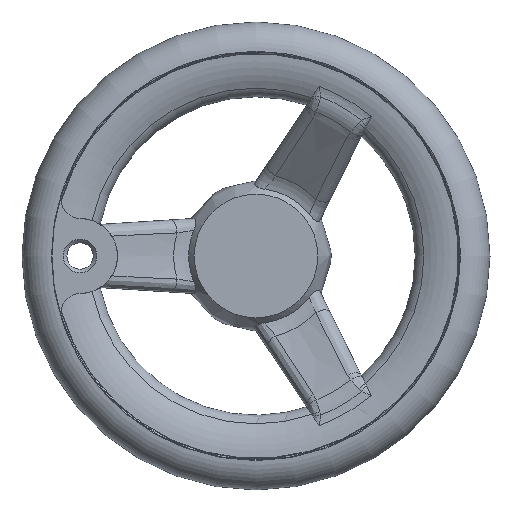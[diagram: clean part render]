
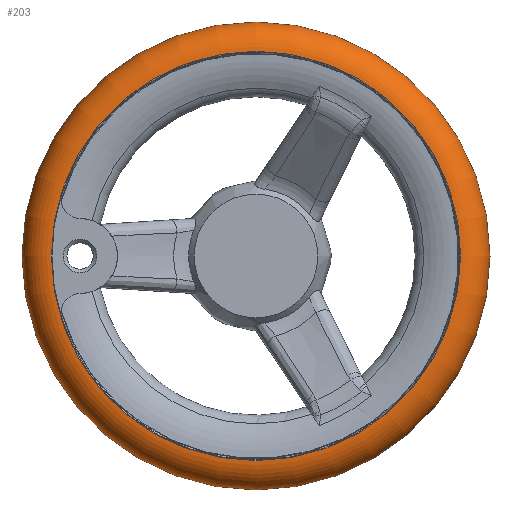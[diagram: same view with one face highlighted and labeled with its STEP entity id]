
A CAD part, left-side view. The second image highlights one B-rep face of the part: STEP entity #203.
In plain terms, the highlighted toroidal (fillet/blend) face has major radius 54.5 mm and minor radius 8 mm.
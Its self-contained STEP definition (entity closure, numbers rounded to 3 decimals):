
#182=TOROIDAL_SURFACE('',#1702,54.5,8.);
#203=ADVANCED_FACE('',(#314,#315),#182,.T.);
#314=FACE_BOUND('',#441,.T.);
#315=FACE_BOUND('',#442,.T.);
#441=EDGE_LOOP('',(#782));
#442=EDGE_LOOP('',(#783));
#782=ORIENTED_EDGE('',*,*,#1411,.F.);
#783=ORIENTED_EDGE('',*,*,#1412,.T.);
#1242=VERTEX_POINT('',#2417);
#1243=VERTEX_POINT('',#2420);
#1411=EDGE_CURVE('',#1242,#1242,#1612,.T.);
#1412=EDGE_CURVE('',#1243,#1243,#1613,.T.);
#1612=CIRCLE('',#1699,54.649);
#1613=CIRCLE('',#1701,54.649);
#1699=AXIS2_PLACEMENT_3D('',#2416,#1870,#1871);
#1701=AXIS2_PLACEMENT_3D('',#2419,#1874,#1875);
#1702=AXIS2_PLACEMENT_3D('',#2421,#1876,#1877);
#1870=DIRECTION('',(1.,0.,0.));
#1871=DIRECTION('',(0.,0.,-1.));
#1874=DIRECTION('',(1.,0.,0.));
#1875=DIRECTION('',(0.,0.,-1.));
#1876=DIRECTION('',(1.,0.,0.));
#1877=DIRECTION('',(0.,0.,-1.));
#2416=CARTESIAN_POINT('',(218.842,85.965,0.));
#2417=CARTESIAN_POINT('',(218.842,85.965,-54.649));
#2419=CARTESIAN_POINT('',(202.845,85.965,0.));
#2420=CARTESIAN_POINT('',(202.845,85.965,-54.649));
#2421=CARTESIAN_POINT('',(210.843,85.965,0.));
